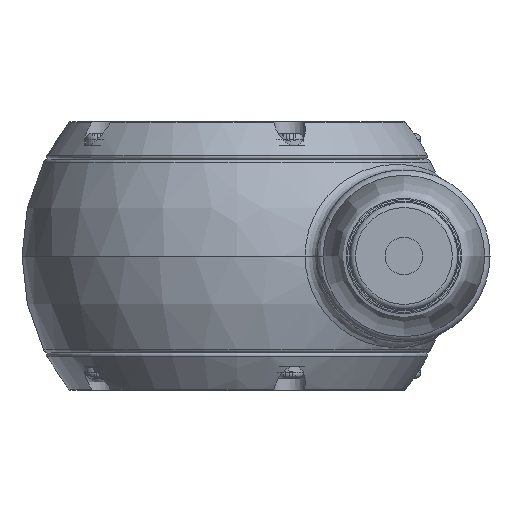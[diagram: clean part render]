
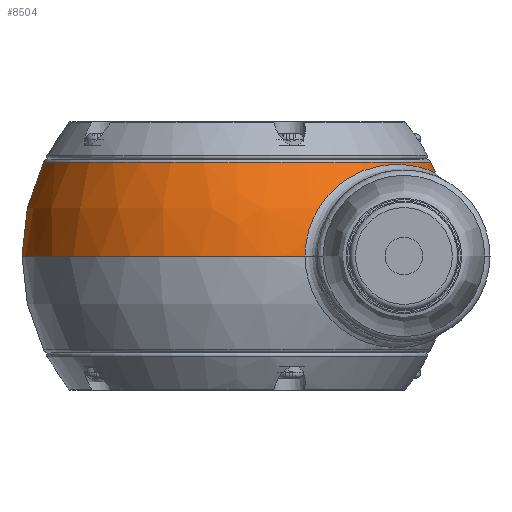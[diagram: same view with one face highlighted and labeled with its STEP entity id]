
A CAD part, left-side view. The second image highlights one B-rep face of the part: STEP entity #8504.
In plain terms, the highlighted spherical face has radius 40 mm.
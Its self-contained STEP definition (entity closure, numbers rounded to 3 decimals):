
#1878=B_SPLINE_CURVE_WITH_KNOTS('',3,(#13550,#13551,#13552,#13553,#13554,
#13555,#13556,#13557,#13558,#13559,#13560,#13561,#13562,#13563,#13564,#13565),
 .UNSPECIFIED.,.F.,.F.,(4,1,1,1,1,1,1,1,1,1,1,1,1,4),(-11.771,
-10.944,-10.116,-9.289,-8.462,
-7.635,-6.807,-5.704,-5.153,
-3.498,-2.671,-1.844,-1.016,
-0.189),.UNSPECIFIED.);
#1973=SPHERICAL_SURFACE('',#9409,40.);
#1999=FACE_OUTER_BOUND('',#2485,.T.);
#2485=EDGE_LOOP('',(#5922,#5923,#5924,#5925,#5926,#5927,#5928));
#3077=CIRCLE('',#9406,36.);
#3078=CIRCLE('',#9407,36.);
#3080=CIRCLE('',#9410,40.);
#3081=CIRCLE('',#9411,40.);
#3082=CIRCLE('',#9412,40.);
#3759=VERTEX_POINT('',#13538);
#3760=VERTEX_POINT('',#13540);
#3761=VERTEX_POINT('',#13545);
#3762=VERTEX_POINT('',#13547);
#3763=VERTEX_POINT('',#13549);
#4641=EDGE_CURVE('',#3759,#3760,#3077,.T.);
#4642=EDGE_CURVE('',#3760,#3759,#3078,.T.);
#4644=EDGE_CURVE('',#3759,#3761,#3080,.T.);
#4645=EDGE_CURVE('',#3761,#3762,#3081,.T.);
#4646=EDGE_CURVE('',#3763,#3762,#1878,.T.);
#4647=EDGE_CURVE('',#3763,#3761,#3082,.T.);
#5922=ORIENTED_EDGE('',*,*,#4642,.F.);
#5923=ORIENTED_EDGE('',*,*,#4641,.F.);
#5924=ORIENTED_EDGE('',*,*,#4644,.T.);
#5925=ORIENTED_EDGE('',*,*,#4645,.T.);
#5926=ORIENTED_EDGE('',*,*,#4646,.F.);
#5927=ORIENTED_EDGE('',*,*,#4647,.T.);
#5928=ORIENTED_EDGE('',*,*,#4644,.F.);
#8504=ADVANCED_FACE('',(#1999),#1973,.T.);
#9406=AXIS2_PLACEMENT_3D('',#13541,#10628,#10629);
#9407=AXIS2_PLACEMENT_3D('',#13542,#10630,#10631);
#9409=AXIS2_PLACEMENT_3D('',#13544,#10634,#10635);
#9410=AXIS2_PLACEMENT_3D('',#13546,#10636,#10637);
#9411=AXIS2_PLACEMENT_3D('',#13548,#10638,#10639);
#9412=AXIS2_PLACEMENT_3D('',#13566,#10640,#10641);
#10628=DIRECTION('center_axis',(0.,0.,1.));
#10629=DIRECTION('ref_axis',(0.,1.,0.));
#10630=DIRECTION('center_axis',(0.,0.,1.));
#10631=DIRECTION('ref_axis',(0.,1.,0.));
#10634=DIRECTION('center_axis',(0.,0.,1.));
#10635=DIRECTION('ref_axis',(1.,0.,0.));
#10636=DIRECTION('center_axis',(0.,-1.,0.));
#10637=DIRECTION('ref_axis',(-1.,0.,0.));
#10638=DIRECTION('center_axis',(0.,0.,1.));
#10639=DIRECTION('ref_axis',(0.,1.,0.));
#10640=DIRECTION('center_axis',(0.,0.,1.));
#10641=DIRECTION('ref_axis',(0.,1.,0.));
#13538=CARTESIAN_POINT('',(-36.,0.,17.436));
#13540=CARTESIAN_POINT('',(0.,-36.,17.436));
#13541=CARTESIAN_POINT('Origin',(0.,0.,17.436));
#13542=CARTESIAN_POINT('Origin',(0.,0.,17.436));
#13544=CARTESIAN_POINT('Origin',(0.,0.,0.));
#13545=CARTESIAN_POINT('',(-40.,0.,0.));
#13546=CARTESIAN_POINT('Origin',(0.,0.,0.));
#13547=CARTESIAN_POINT('',(-37.953,-12.632,0.));
#13548=CARTESIAN_POINT('Origin',(0.,0.,0.));
#13549=CARTESIAN_POINT('',(37.953,-12.632,0.));
#13550=CARTESIAN_POINT('Ctrl Pts',(37.953,-12.632,0.));
#13551=CARTESIAN_POINT('Ctrl Pts',(37.953,-12.632,2.639));
#13552=CARTESIAN_POINT('Ctrl Pts',(36.956,-13.929,7.883));
#13553=CARTESIAN_POINT('Ctrl Pts',(33.153,-18.505,13.413));
#13554=CARTESIAN_POINT('Ctrl Pts',(27.99,-23.882,16.349));
#13555=CARTESIAN_POINT('Ctrl Pts',(21.951,-29.021,17.234));
#13556=CARTESIAN_POINT('Ctrl Pts',(15.243,-33.264,16.795));
#13557=CARTESIAN_POINT('Ctrl Pts',(7.095,-36.522,15.654));
#13558=CARTESIAN_POINT('Ctrl Pts',(-0.911,-37.271,
15.23));
#13559=CARTESIAN_POINT('Ctrl Pts',(-11.328,-35.385,16.139));
#13560=CARTESIAN_POINT('Ctrl Pts',(-19.939,-30.731,
17.543));
#13561=CARTESIAN_POINT('Ctrl Pts',(-27.99,-23.883,
16.345));
#13562=CARTESIAN_POINT('Ctrl Pts',(-33.153,-18.504,
13.416));
#13563=CARTESIAN_POINT('Ctrl Pts',(-36.956,-13.929,
7.881));
#13564=CARTESIAN_POINT('Ctrl Pts',(-37.953,-12.632,
2.639));
#13565=CARTESIAN_POINT('Ctrl Pts',(-37.953,-12.632,
0.));
#13566=CARTESIAN_POINT('Origin',(0.,0.,0.));
